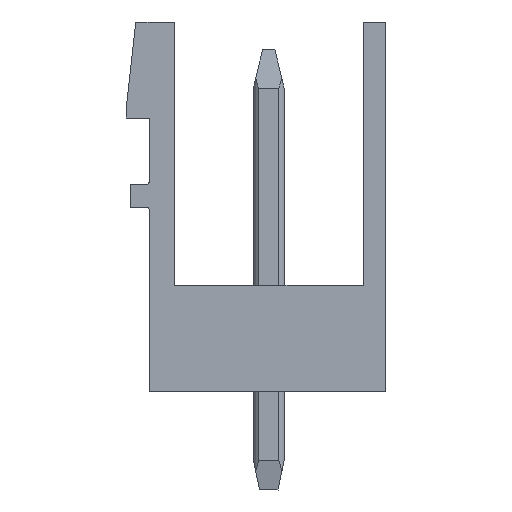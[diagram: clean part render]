
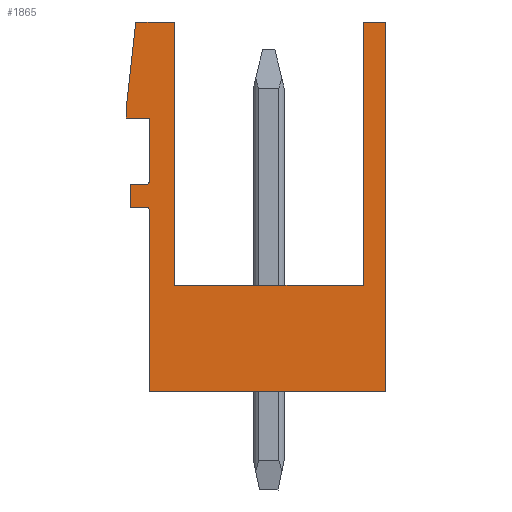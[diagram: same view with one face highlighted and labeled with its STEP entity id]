
A CAD part, left-side view. The second image highlights one B-rep face of the part: STEP entity #1865.
In plain terms, the highlighted planar face has unit normal (-1, 0, 0).
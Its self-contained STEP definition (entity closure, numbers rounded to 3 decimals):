
#1500=AXIS2_PLACEMENT_3D('Circle Axis2P3D',#1498,#1499,$) ;
#1596=AXIS2_PLACEMENT_3D('Circle Axis2P3D',#1594,#1595,$) ;
#1834=AXIS2_PLACEMENT_3D('Plane Axis2P3D',#1831,#1832,#1833) ;
#89=CARTESIAN_POINT('Vertex',(0.,6.86,6.65)) ;
#92=CARTESIAN_POINT('Line Origine',(0.,3.795,6.65)) ;
#96=CARTESIAN_POINT('Vertex',(0.,0.73,6.65)) ;
#1388=CARTESIAN_POINT('Line Origine',(0.,0.73,10.925)) ;
#1392=CARTESIAN_POINT('Vertex',(0.,0.73,15.2)) ;
#1471=CARTESIAN_POINT('Vertex',(0.,7.68,3.2)) ;
#1474=CARTESIAN_POINT('Line Origine',(0.,7.68,6.14)) ;
#1478=CARTESIAN_POINT('Vertex',(0.,7.68,9.08)) ;
#1498=CARTESIAN_POINT('Axis2P3D Location',(0.,7.78,9.08)) ;
#1502=CARTESIAN_POINT('Vertex',(0.,7.78,9.18)) ;
#1522=CARTESIAN_POINT('Line Origine',(0.,8.04,9.18)) ;
#1526=CARTESIAN_POINT('Vertex',(0.,8.3,9.18)) ;
#1546=CARTESIAN_POINT('Line Origine',(0.,8.3,9.555)) ;
#1550=CARTESIAN_POINT('Vertex',(0.,8.3,9.93)) ;
#1570=CARTESIAN_POINT('Line Origine',(0.,8.04,9.93)) ;
#1574=CARTESIAN_POINT('Vertex',(0.,7.78,9.93)) ;
#1594=CARTESIAN_POINT('Axis2P3D Location',(0.,7.78,10.03)) ;
#1598=CARTESIAN_POINT('Vertex',(0.,7.68,10.03)) ;
#1613=CARTESIAN_POINT('Line Origine',(0.,7.68,11.055)) ;
#1617=CARTESIAN_POINT('Vertex',(0.,7.68,12.08)) ;
#1637=CARTESIAN_POINT('Line Origine',(0.,8.055,12.08)) ;
#1641=CARTESIAN_POINT('Vertex',(0.,8.43,12.08)) ;
#1661=CARTESIAN_POINT('Line Origine',(0.,8.43,12.24)) ;
#1665=CARTESIAN_POINT('Vertex',(0.,8.43,12.4)) ;
#1685=CARTESIAN_POINT('Line Origine',(0.,8.275,13.8)) ;
#1689=CARTESIAN_POINT('Vertex',(0.,8.12,15.2)) ;
#1709=CARTESIAN_POINT('Line Origine',(0.,7.49,15.2)) ;
#1713=CARTESIAN_POINT('Vertex',(0.,6.86,15.2)) ;
#1728=CARTESIAN_POINT('Line Origine',(0.,0.365,15.2)) ;
#1732=CARTESIAN_POINT('Vertex',(0.,0.,15.2)) ;
#1752=CARTESIAN_POINT('Line Origine',(0.,0.,9.2)) ;
#1756=CARTESIAN_POINT('Vertex',(0.,0.,3.2)) ;
#1831=CARTESIAN_POINT('Axis2P3D Location',(0.,0.,0.)) ;
#1836=CARTESIAN_POINT('Line Origine',(0.,3.84,3.2)) ;
#1841=CARTESIAN_POINT('Line Origine',(0.,6.86,10.925)) ;
#93=DIRECTION('Vector Direction',(0.,-1.,0.)) ;
#1389=DIRECTION('Vector Direction',(0.,0.,-1.)) ;
#1475=DIRECTION('Vector Direction',(0.,0.,1.)) ;
#1499=DIRECTION('Axis2P3D Direction',(-1.,0.,0.)) ;
#1523=DIRECTION('Vector Direction',(0.,-1.,0.)) ;
#1547=DIRECTION('Vector Direction',(0.,0.,-1.)) ;
#1571=DIRECTION('Vector Direction',(0.,1.,0.)) ;
#1595=DIRECTION('Axis2P3D Direction',(-1.,0.,0.)) ;
#1614=DIRECTION('Vector Direction',(0.,0.,-1.)) ;
#1638=DIRECTION('Vector Direction',(0.,-1.,0.)) ;
#1662=DIRECTION('Vector Direction',(0.,0.,-1.)) ;
#1686=DIRECTION('Vector Direction',(0.,0.11,-0.994)) ;
#1710=DIRECTION('Vector Direction',(0.,-1.,0.)) ;
#1729=DIRECTION('Vector Direction',(0.,1.,0.)) ;
#1753=DIRECTION('Vector Direction',(0.,0.,1.)) ;
#1832=DIRECTION('Axis2P3D Direction',(-1.,0.,0.)) ;
#1833=DIRECTION('Axis2P3D XDirection',(0.,0.,1.)) ;
#1837=DIRECTION('Vector Direction',(0.,1.,0.)) ;
#1842=DIRECTION('Vector Direction',(0.,0.,1.)) ;
#94=VECTOR('Line Direction',#93,1.) ;
#1390=VECTOR('Line Direction',#1389,1.) ;
#1476=VECTOR('Line Direction',#1475,1.) ;
#1524=VECTOR('Line Direction',#1523,1.) ;
#1548=VECTOR('Line Direction',#1547,1.) ;
#1572=VECTOR('Line Direction',#1571,1.) ;
#1615=VECTOR('Line Direction',#1614,1.) ;
#1639=VECTOR('Line Direction',#1638,1.) ;
#1663=VECTOR('Line Direction',#1662,1.) ;
#1687=VECTOR('Line Direction',#1686,1.) ;
#1711=VECTOR('Line Direction',#1710,1.) ;
#1730=VECTOR('Line Direction',#1729,1.) ;
#1754=VECTOR('Line Direction',#1753,1.) ;
#1838=VECTOR('Line Direction',#1837,1.) ;
#1843=VECTOR('Line Direction',#1842,1.) ;
#1847=ORIENTED_EDGE('',*,*,#1840,.T.) ;
#1848=ORIENTED_EDGE('',*,*,#1758,.T.) ;
#1849=ORIENTED_EDGE('',*,*,#1734,.T.) ;
#1850=ORIENTED_EDGE('',*,*,#1394,.T.) ;
#1851=ORIENTED_EDGE('',*,*,#98,.T.) ;
#1852=ORIENTED_EDGE('',*,*,#1845,.T.) ;
#1853=ORIENTED_EDGE('',*,*,#1715,.T.) ;
#1854=ORIENTED_EDGE('',*,*,#1691,.T.) ;
#1855=ORIENTED_EDGE('',*,*,#1667,.T.) ;
#1856=ORIENTED_EDGE('',*,*,#1643,.T.) ;
#1857=ORIENTED_EDGE('',*,*,#1619,.T.) ;
#1858=ORIENTED_EDGE('',*,*,#1600,.T.) ;
#1859=ORIENTED_EDGE('',*,*,#1576,.T.) ;
#1860=ORIENTED_EDGE('',*,*,#1552,.T.) ;
#1861=ORIENTED_EDGE('',*,*,#1528,.T.) ;
#1862=ORIENTED_EDGE('',*,*,#1504,.T.) ;
#1863=ORIENTED_EDGE('',*,*,#1480,.T.) ;
#1865=ADVANCED_FACE('Housing',(#1864),#1835,.T.) ;
#1501=CIRCLE('generated circle',#1500,0.1) ;
#1597=CIRCLE('generated circle',#1596,0.1) ;
#98=EDGE_CURVE('',#97,#90,#95,.F.) ;
#1394=EDGE_CURVE('',#1393,#97,#1391,.T.) ;
#1480=EDGE_CURVE('',#1479,#1472,#1477,.F.) ;
#1504=EDGE_CURVE('',#1503,#1479,#1501,.F.) ;
#1528=EDGE_CURVE('',#1527,#1503,#1525,.T.) ;
#1552=EDGE_CURVE('',#1551,#1527,#1549,.T.) ;
#1576=EDGE_CURVE('',#1575,#1551,#1573,.T.) ;
#1600=EDGE_CURVE('',#1599,#1575,#1597,.F.) ;
#1619=EDGE_CURVE('',#1618,#1599,#1616,.T.) ;
#1643=EDGE_CURVE('',#1642,#1618,#1640,.T.) ;
#1667=EDGE_CURVE('',#1666,#1642,#1664,.T.) ;
#1691=EDGE_CURVE('',#1690,#1666,#1688,.T.) ;
#1715=EDGE_CURVE('',#1714,#1690,#1712,.F.) ;
#1734=EDGE_CURVE('',#1733,#1393,#1731,.T.) ;
#1758=EDGE_CURVE('',#1757,#1733,#1755,.T.) ;
#1840=EDGE_CURVE('',#1472,#1757,#1839,.F.) ;
#1845=EDGE_CURVE('',#90,#1714,#1844,.T.) ;
#1846=EDGE_LOOP('',(#1847,#1848,#1849,#1850,#1851,#1852,#1853,#1854,#1855,#1856,#1857,#1858,#1859,#1860,#1861,#1862,#1863)) ;
#1864=FACE_OUTER_BOUND('',#1846,.T.) ;
#95=LINE('Line',#92,#94) ;
#1391=LINE('Line',#1388,#1390) ;
#1477=LINE('Line',#1474,#1476) ;
#1525=LINE('Line',#1522,#1524) ;
#1549=LINE('Line',#1546,#1548) ;
#1573=LINE('Line',#1570,#1572) ;
#1616=LINE('Line',#1613,#1615) ;
#1640=LINE('Line',#1637,#1639) ;
#1664=LINE('Line',#1661,#1663) ;
#1688=LINE('Line',#1685,#1687) ;
#1712=LINE('Line',#1709,#1711) ;
#1731=LINE('Line',#1728,#1730) ;
#1755=LINE('Line',#1752,#1754) ;
#1839=LINE('Line',#1836,#1838) ;
#1844=LINE('Line',#1841,#1843) ;
#1835=PLANE('',#1834) ;
#90=VERTEX_POINT('',#89) ;
#97=VERTEX_POINT('',#96) ;
#1393=VERTEX_POINT('',#1392) ;
#1472=VERTEX_POINT('',#1471) ;
#1479=VERTEX_POINT('',#1478) ;
#1503=VERTEX_POINT('',#1502) ;
#1527=VERTEX_POINT('',#1526) ;
#1551=VERTEX_POINT('',#1550) ;
#1575=VERTEX_POINT('',#1574) ;
#1599=VERTEX_POINT('',#1598) ;
#1618=VERTEX_POINT('',#1617) ;
#1642=VERTEX_POINT('',#1641) ;
#1666=VERTEX_POINT('',#1665) ;
#1690=VERTEX_POINT('',#1689) ;
#1714=VERTEX_POINT('',#1713) ;
#1733=VERTEX_POINT('',#1732) ;
#1757=VERTEX_POINT('',#1756) ;
